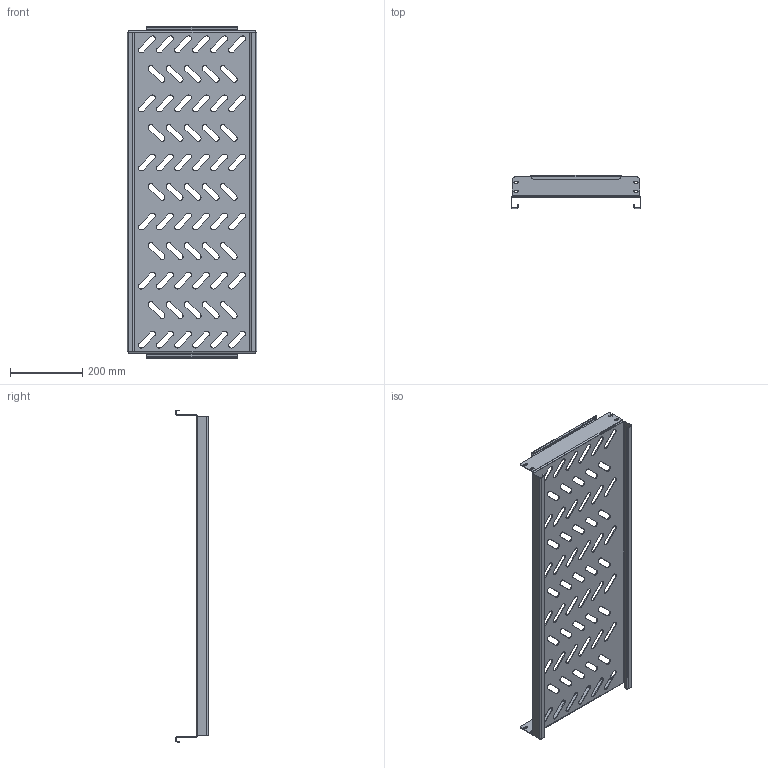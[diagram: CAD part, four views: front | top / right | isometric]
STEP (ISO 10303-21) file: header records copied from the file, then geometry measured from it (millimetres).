
FILE_DESCRIPTION (( 'STEP AP214' ), '1' );
FILE_NAME ('945.304.STEP', '2024-09-25T09:48:16', ( '' ), ( '' ), 'SwSTEP 2.0', 'SolidWorks 2021', '' );
FILE_SCHEMA (( 'AUTOMOTIVE_DESIGN' ));
Length unit declared in the file: millimetre
Products named in the file (1): 945.304
Bounding box: 360 x 90 x 920 mm (x, y, z)
Volume: 821812.2 mm3; surface area: 845042.3 mm2
Topology: 1 solids, 1 shells, 467 faces, 1307 edges, 842 vertices
Faces by surface type: cylinder 243, plane 216, bspline 8
Entity records: 15769 total; most frequent: CARTESIAN_POINT 3117, DIRECTION 2673, ORIENTED_EDGE 2614, EDGE_CURVE 1307, AXIS2_PLACEMENT_3D 946, VERTEX_POINT 842, LINE 781, VECTOR 781
